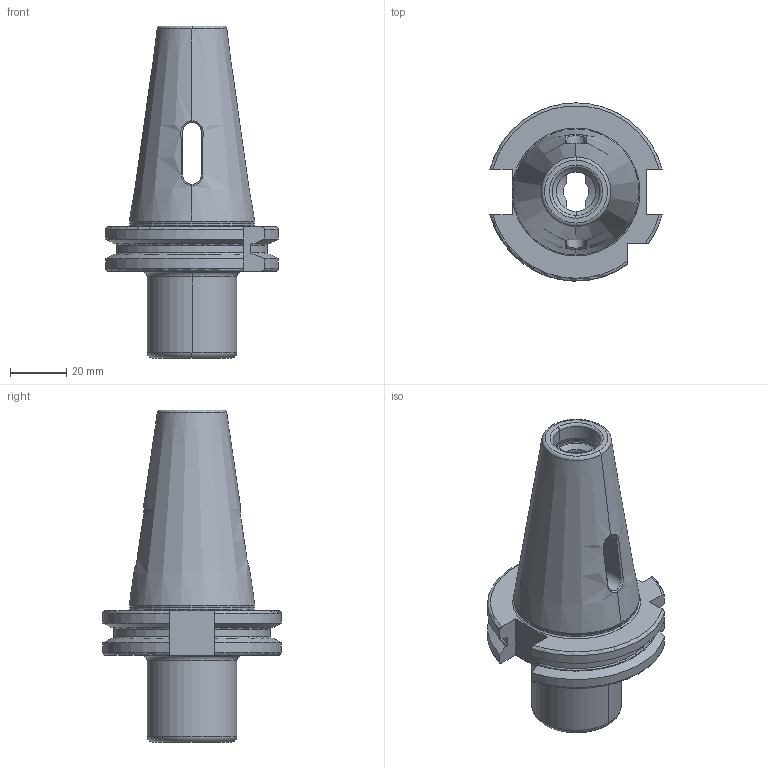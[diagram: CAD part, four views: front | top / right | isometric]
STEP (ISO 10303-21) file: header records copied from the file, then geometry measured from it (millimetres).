
FILE_DESCRIPTION((''),'2;1');
FILE_NAME('402_07_02','2020-09-25T',('104091'),(''),'CREO PARAMETRIC BY PTC INC, 2016260','CREO PARAMETRIC BY PTC INC, 2016260','');
FILE_SCHEMA(('CONFIG_CONTROL_DESIGN'));
Length unit declared in the file: millimetre
Products named in the file (1): 402_07_02
Bounding box: 61.48 x 63.54 x 118.4 mm (x, y, z)
Volume: 112845.4 mm3; surface area: 25689.9 mm2
Topology: 1 solids, 1 shells, 123 faces, 320 edges, 197 vertices
Faces by surface type: torus 34, cylinder 29, plane 26, cone 22, bspline 12
Entity records: 4772 total; most frequent: CARTESIAN_POINT 1806, ORIENTED_EDGE 636, DIRECTION 592, EDGE_CURVE 318, AXIS2_PLACEMENT_3D 237, VERTEX_POINT 197, EDGE_LOOP 129, FACE_OUTER_BOUND 123
